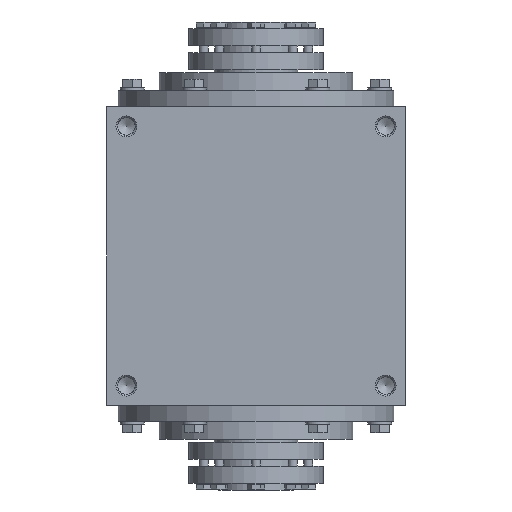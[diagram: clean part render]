
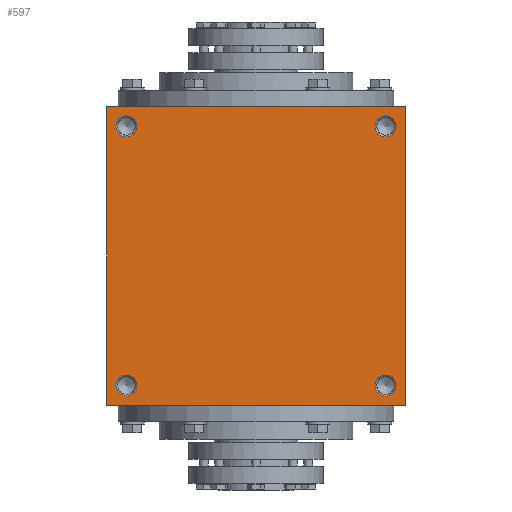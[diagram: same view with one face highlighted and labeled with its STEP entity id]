
A CAD part, left-side view. The second image highlights one B-rep face of the part: STEP entity #597.
In plain terms, the highlighted face is planar.
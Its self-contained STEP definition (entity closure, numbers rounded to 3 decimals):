
#597 = ADVANCED_FACE( '', ( #1336, #1337, #1338, #1339, #1340 ), #1341, .F. );
#1336 = FACE_BOUND( '', #2532, .T. );
#1337 = FACE_BOUND( '', #2533, .T. );
#1338 = FACE_BOUND( '', #2534, .T. );
#1339 = FACE_BOUND( '', #2535, .T. );
#1340 = FACE_OUTER_BOUND( '', #2536, .T. );
#1341 = PLANE( '', #2537 );
#2532 = EDGE_LOOP( '', ( #3724 ) );
#2533 = EDGE_LOOP( '', ( #3725 ) );
#2534 = EDGE_LOOP( '', ( #3726 ) );
#2535 = EDGE_LOOP( '', ( #3727 ) );
#2536 = EDGE_LOOP( '', ( #3728, #3729, #3730, #3731 ) );
#2537 = AXIS2_PLACEMENT_3D( '', #3732, #3733, #3734 );
#3724 = ORIENTED_EDGE( '', *, *, #6175, .F. );
#3725 = ORIENTED_EDGE( '', *, *, #6176, .T. );
#3726 = ORIENTED_EDGE( '', *, *, #6177, .F. );
#3727 = ORIENTED_EDGE( '', *, *, #6178, .T. );
#3728 = ORIENTED_EDGE( '', *, *, #6179, .F. );
#3729 = ORIENTED_EDGE( '', *, *, #6180, .F. );
#3730 = ORIENTED_EDGE( '', *, *, #6181, .F. );
#3731 = ORIENTED_EDGE( '', *, *, #6182, .F. );
#3732 = CARTESIAN_POINT( '', ( 0., 0., -100. ) );
#3733 = DIRECTION( '', ( 0., 0., 1. ) );
#3734 = DIRECTION( '', ( 1., 0., 0. ) );
#6175 = EDGE_CURVE( '', #7105, #7105, #7106, .T. );
#6176 = EDGE_CURVE( '', #7107, #7107, #7108, .T. );
#6177 = EDGE_CURVE( '', #7109, #7109, #7110, .T. );
#6178 = EDGE_CURVE( '', #7111, #7111, #7112, .T. );
#6179 = EDGE_CURVE( '', #7113, #7114, #7115, .T. );
#6180 = EDGE_CURVE( '', #7116, #7113, #7117, .T. );
#6181 = EDGE_CURVE( '', #7118, #7116, #7119, .T. );
#6182 = EDGE_CURVE( '', #7114, #7118, #7120, .T. );
#7105 = VERTEX_POINT( '', #8439 );
#7106 = CIRCLE( '', #8440, 7. );
#7107 = VERTEX_POINT( '', #8441 );
#7108 = CIRCLE( '', #8442, 7. );
#7109 = VERTEX_POINT( '', #8443 );
#7110 = CIRCLE( '', #8444, 7. );
#7111 = VERTEX_POINT( '', #8445 );
#7112 = CIRCLE( '', #8446, 7. );
#7113 = VERTEX_POINT( '', #8447 );
#7114 = VERTEX_POINT( '', #8448 );
#7115 = LINE( '', #8449, #8450 );
#7116 = VERTEX_POINT( '', #8451 );
#7117 = LINE( '', #8452, #8453 );
#7118 = VERTEX_POINT( '', #8454 );
#7119 = LINE( '', #8455, #8456 );
#7120 = LINE( '', #8457, #8458 );
#8439 = CARTESIAN_POINT( '', ( -94., 87., -100. ) );
#8440 = AXIS2_PLACEMENT_3D( '', #10497, #10498, #10499 );
#8441 = CARTESIAN_POINT( '', ( 94., 87., -100. ) );
#8442 = AXIS2_PLACEMENT_3D( '', #10500, #10501, #10502 );
#8443 = CARTESIAN_POINT( '', ( -94., -87., -100. ) );
#8444 = AXIS2_PLACEMENT_3D( '', #10503, #10504, #10505 );
#8445 = CARTESIAN_POINT( '', ( 94., -87., -100. ) );
#8446 = AXIS2_PLACEMENT_3D( '', #10506, #10507, #10508 );
#8447 = CARTESIAN_POINT( '', ( -100., 100., -100. ) );
#8448 = CARTESIAN_POINT( '', ( -100., -100., -100. ) );
#8449 = CARTESIAN_POINT( '', ( -100., 100., -100. ) );
#8450 = VECTOR( '', #10509, 1000. );
#8451 = CARTESIAN_POINT( '', ( 100., 100., -100. ) );
#8452 = CARTESIAN_POINT( '', ( 100., 100., -100. ) );
#8453 = VECTOR( '', #10510, 1000. );
#8454 = CARTESIAN_POINT( '', ( 100., -100., -100. ) );
#8455 = CARTESIAN_POINT( '', ( 100., -100., -100. ) );
#8456 = VECTOR( '', #10511, 1000. );
#8457 = CARTESIAN_POINT( '', ( -100., -100., -100. ) );
#8458 = VECTOR( '', #10512, 1000. );
#10497 = CARTESIAN_POINT( '', ( -87., 87., -100. ) );
#10498 = DIRECTION( '', ( 0., 0., -1. ) );
#10499 = DIRECTION( '', ( -1., 0., 0. ) );
#10500 = CARTESIAN_POINT( '', ( 87., 87., -100. ) );
#10501 = DIRECTION( '', ( 0., 0., 1. ) );
#10502 = DIRECTION( '', ( 1., 0., 0. ) );
#10503 = CARTESIAN_POINT( '', ( -87., -87., -100. ) );
#10504 = DIRECTION( '', ( 0., 0., -1. ) );
#10505 = DIRECTION( '', ( -1., 0., 0. ) );
#10506 = CARTESIAN_POINT( '', ( 87., -87., -100. ) );
#10507 = DIRECTION( '', ( 0., 0., 1. ) );
#10508 = DIRECTION( '', ( 1., 0., 0. ) );
#10509 = DIRECTION( '', ( 0., -1., 0. ) );
#10510 = DIRECTION( '', ( -1., 0., 0. ) );
#10511 = DIRECTION( '', ( 0., 1., 0. ) );
#10512 = DIRECTION( '', ( 1., 0., 0. ) );
